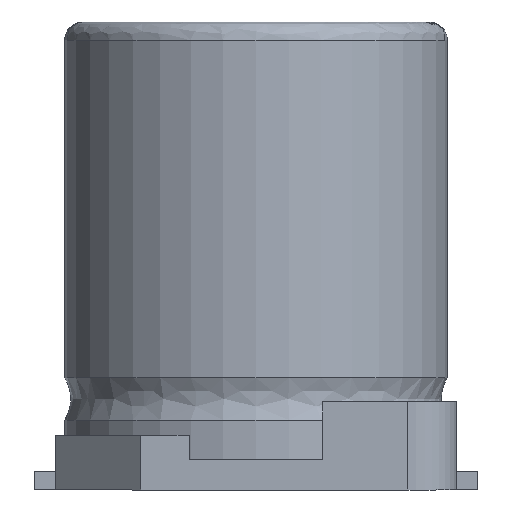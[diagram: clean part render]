
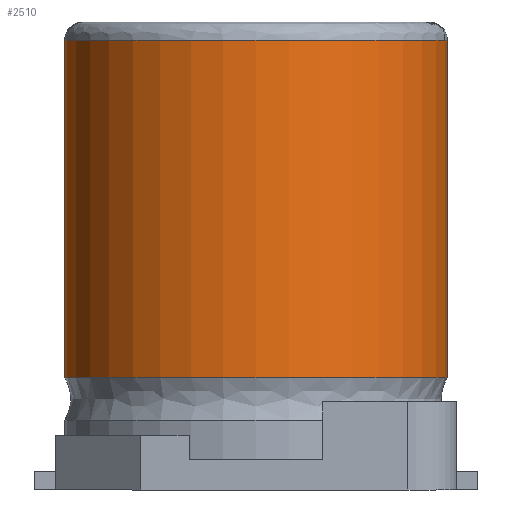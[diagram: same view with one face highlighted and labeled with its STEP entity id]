
A CAD part, front view. The second image highlights one B-rep face of the part: STEP entity #2510.
In plain terms, the highlighted cylindrical face has radius 3.15 mm (diameter 6.3 mm), a partial arc.
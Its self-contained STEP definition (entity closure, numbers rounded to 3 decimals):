
#195 = ORIENTED_EDGE ( 'NONE', *, *, #2743, .T. ) ;
#249 = CARTESIAN_POINT ( 'NONE',  ( -3.15, 0., 7.4 ) ) ;
#361 = LINE ( 'NONE', #3509, #508 ) ;
#383 = CIRCLE ( 'NONE', #1850, 3.15 ) ;
#508 = VECTOR ( 'NONE', #2675, 1000. ) ;
#633 = LINE ( 'NONE', #1494, #1121 ) ;
#817 = VERTEX_POINT ( 'NONE', #1604 ) ;
#906 = CARTESIAN_POINT ( 'NONE',  ( 0., 0., 7.7 ) ) ;
#1121 = VECTOR ( 'NONE', #3275, 1000. ) ;
#1295 = CIRCLE ( 'NONE', #2304, 3.15 ) ;
#1313 = ORIENTED_EDGE ( 'NONE', *, *, #2020, .T. ) ;
#1444 = ORIENTED_EDGE ( 'NONE', *, *, #3685, .F. ) ;
#1450 = CYLINDRICAL_SURFACE ( 'NONE', #3418, 3.15 ) ;
#1494 = CARTESIAN_POINT ( 'NONE',  ( 3.15, 0., 7.7 ) ) ;
#1525 = DIRECTION ( 'NONE',  ( 0., 0., -1. ) ) ;
#1604 = CARTESIAN_POINT ( 'NONE',  ( -3.15, 0., 1.85 ) ) ;
#1776 = CARTESIAN_POINT ( 'NONE',  ( 0., 0., 1.85 ) ) ;
#1808 = ORIENTED_EDGE ( 'NONE', *, *, #2063, .T. ) ;
#1850 = AXIS2_PLACEMENT_3D ( 'NONE', #1776, #3547, #2095 ) ;
#1867 = VERTEX_POINT ( 'NONE', #2772 ) ;
#1924 = DIRECTION ( 'NONE',  ( 0., 0., -1. ) ) ;
#1984 = VERTEX_POINT ( 'NONE', #249 ) ;
#2002 = VERTEX_POINT ( 'NONE', #2597 ) ;
#2020 = EDGE_CURVE ( 'NONE', #1984, #817, #361, .T. ) ;
#2063 = EDGE_CURVE ( 'NONE', #817, #1867, #383, .T. ) ;
#2095 = DIRECTION ( 'NONE',  ( -1., 0., 0. ) ) ;
#2304 = AXIS2_PLACEMENT_3D ( 'NONE', #3101, #1924, #3614 ) ;
#2428 = EDGE_LOOP ( 'NONE', ( #1444, #195, #1313, #1808 ) ) ;
#2510 = ADVANCED_FACE ( 'NONE', ( #2941 ), #1450, .T. ) ;
#2597 = CARTESIAN_POINT ( 'NONE',  ( 3.15, 0., 7.4 ) ) ;
#2675 = DIRECTION ( 'NONE',  ( 0., 0., -1. ) ) ;
#2743 = EDGE_CURVE ( 'NONE', #2002, #1984, #1295, .T. ) ;
#2772 = CARTESIAN_POINT ( 'NONE',  ( 3.15, 0., 1.85 ) ) ;
#2941 = FACE_OUTER_BOUND ( 'NONE', #2428, .T. ) ;
#2995 = DIRECTION ( 'NONE',  ( -1., 0., 0. ) ) ;
#3101 = CARTESIAN_POINT ( 'NONE',  ( 0., 0., 7.4 ) ) ;
#3275 = DIRECTION ( 'NONE',  ( 0., 0., -1. ) ) ;
#3418 = AXIS2_PLACEMENT_3D ( 'NONE', #906, #1525, #2995 ) ;
#3509 = CARTESIAN_POINT ( 'NONE',  ( -3.15, 0., 7.7 ) ) ;
#3547 = DIRECTION ( 'NONE',  ( 0., 0., 1. ) ) ;
#3614 = DIRECTION ( 'NONE',  ( -1., 0., 0. ) ) ;
#3685 = EDGE_CURVE ( 'NONE', #2002, #1867, #633, .T. ) ;
